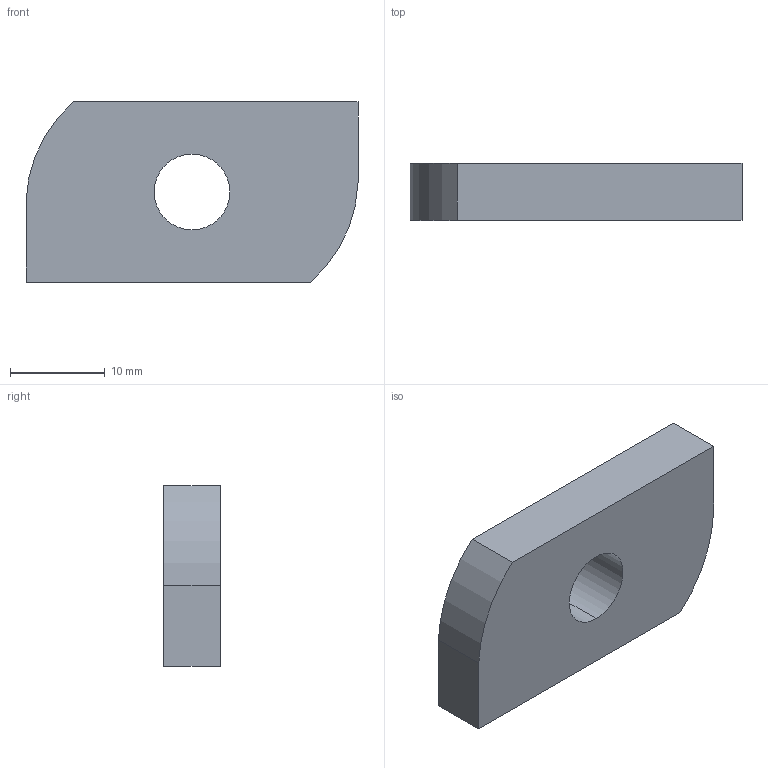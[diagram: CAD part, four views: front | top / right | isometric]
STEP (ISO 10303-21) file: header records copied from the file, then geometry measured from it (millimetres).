
FILE_DESCRIPTION (( 'STEP AP214' ), '1' );
FILE_NAME ('T101-008.STEP', '2025-02-11T15:56:05', ( '' ), ( '' ), 'SwSTEP 2.0', 'SolidWorks 2024', '' );
FILE_SCHEMA (( 'AUTOMOTIVE_DESIGN' ));
Length unit declared in the file: millimetre
Products named in the file (1): T101-008
Bounding box: 35 x 6 x 19 mm (x, y, z)
Volume: 3487.3 mm3; surface area: 1918.8 mm2
Topology: 1 solids, 1 shells, 10 faces, 24 edges, 16 vertices
Faces by surface type: plane 6, cylinder 4
Entity records: 323 total; most frequent: DIRECTION 54, CARTESIAN_POINT 51, ORIENTED_EDGE 48, EDGE_CURVE 24, AXIS2_PLACEMENT_3D 19, VERTEX_POINT 16, VECTOR 16, LINE 16
